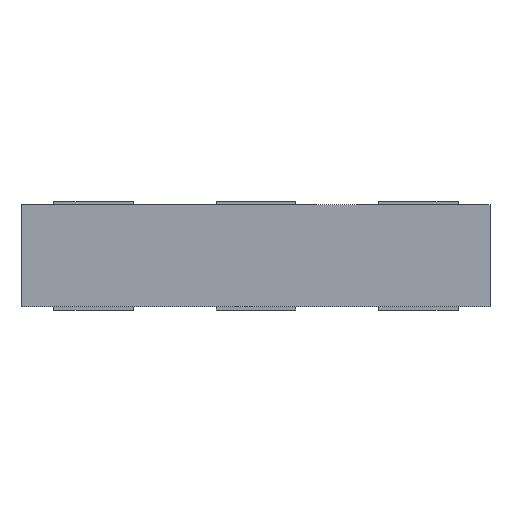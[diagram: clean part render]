
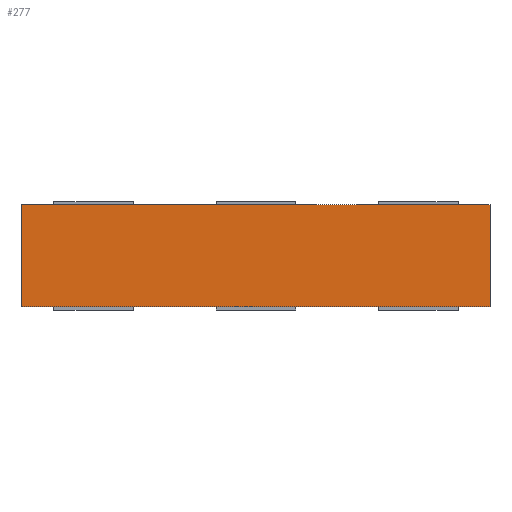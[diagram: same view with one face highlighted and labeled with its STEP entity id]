
A CAD part, top view. The second image highlights one B-rep face of the part: STEP entity #277.
In plain terms, the highlighted planar face has unit normal (0, 0, 1).
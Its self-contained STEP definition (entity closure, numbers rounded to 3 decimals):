
#277=ADVANCED_FACE('',(#697),#513,.F.);
#513=PLANE('',#4757);
#697=FACE_OUTER_BOUND('',#930,.T.);
#930=EDGE_LOOP('',(#2289,#2290,#2291,#2292));
#1175=LINE('',#6079,#1730);
#1176=LINE('',#6082,#1731);
#1177=LINE('',#6084,#1732);
#1178=LINE('',#6086,#1733);
#1730=VECTOR('',#5019,1.);
#1731=VECTOR('',#5020,1.);
#1732=VECTOR('',#5021,1.);
#1733=VECTOR('',#5022,1.);
#2289=ORIENTED_EDGE('',*,*,#4077,.F.);
#2290=ORIENTED_EDGE('',*,*,#4078,.F.);
#2291=ORIENTED_EDGE('',*,*,#4079,.F.);
#2292=ORIENTED_EDGE('',*,*,#4080,.F.);
#3631=VERTEX_POINT('',#6080);
#3632=VERTEX_POINT('',#6081);
#3633=VERTEX_POINT('',#6083);
#3634=VERTEX_POINT('',#6085);
#4077=EDGE_CURVE('',#3631,#3632,#1175,.T.);
#4078=EDGE_CURVE('',#3633,#3631,#1176,.T.);
#4079=EDGE_CURVE('',#3634,#3633,#1177,.T.);
#4080=EDGE_CURVE('',#3632,#3634,#1178,.T.);
#4757=AXIS2_PLACEMENT_3D('',#6087,#5023,#5024);
#5019=DIRECTION('',(0.,-1.,0.));
#5020=DIRECTION('',(1.,0.,0.));
#5021=DIRECTION('',(0.,1.,0.));
#5022=DIRECTION('',(-1.,0.,0.));
#5023=DIRECTION('',(0.,0.,-1.));
#5024=DIRECTION('',(-1.,0.,0.));
#6079=CARTESIAN_POINT('',(7.35,6.5,5.2));
#6080=CARTESIAN_POINT('',(7.35,1.6,5.2));
#6081=CARTESIAN_POINT('',(7.35,-1.6,5.2));
#6082=CARTESIAN_POINT('',(-5.85,1.6,5.2));
#6083=CARTESIAN_POINT('',(-7.35,1.6,5.2));
#6084=CARTESIAN_POINT('',(-7.35,6.5,5.2));
#6085=CARTESIAN_POINT('',(-7.35,-1.6,5.2));
#6086=CARTESIAN_POINT('',(-12.15,-1.6,5.2));
#6087=CARTESIAN_POINT('',(-32.55,6.5,5.2));
